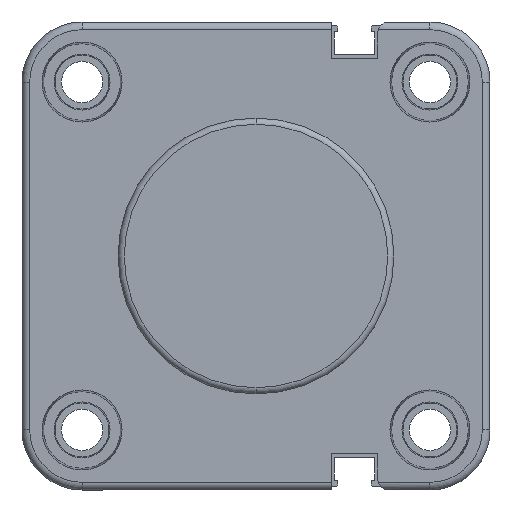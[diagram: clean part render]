
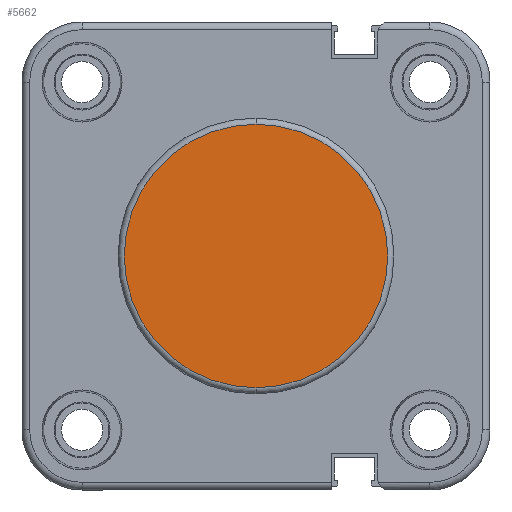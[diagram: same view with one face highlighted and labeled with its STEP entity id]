
A CAD part, left-side view. The second image highlights one B-rep face of the part: STEP entity #5662.
In plain terms, the highlighted planar face has unit normal (-1, 0, 0).
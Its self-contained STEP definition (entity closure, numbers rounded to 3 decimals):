
#2545 = CARTESIAN_POINT ( 'NONE',  ( 0., 0., 0. ) ) ;
#4367 = EDGE_CURVE ( 'NONE', #20011, #24148, #11532, .T. ) ;
#4484 = DIRECTION ( 'NONE',  ( 0., 0., 1. ) ) ;
#4942 = PLANE ( 'NONE',  #22425 ) ;
#5662 = ADVANCED_FACE ( 'NONE', ( #18766 ), #4942, .T. ) ;
#6128 = AXIS2_PLACEMENT_3D ( 'NONE', #27757, #18456, #4484 ) ;
#7072 = DIRECTION ( 'NONE',  ( -1., 0., 0. ) ) ;
#7106 = ORIENTED_EDGE ( 'NONE', *, *, #23344, .T. ) ;
#7390 = DIRECTION ( 'NONE',  ( 0., 0., 1. ) ) ;
#7481 = DIRECTION ( 'NONE',  ( -1., 0., 0. ) ) ;
#8077 = CIRCLE ( 'NONE', #24799, 21.4 ) ;
#11422 = EDGE_LOOP ( 'NONE', ( #7106, #16839 ) ) ;
#11532 = CIRCLE ( 'NONE', #6128, 21.4 ) ;
#16671 = DIRECTION ( 'NONE',  ( 0., 0., 1. ) ) ;
#16839 = ORIENTED_EDGE ( 'NONE', *, *, #4367, .T. ) ;
#18456 = DIRECTION ( 'NONE',  ( -1., 0., 0. ) ) ;
#18766 = FACE_OUTER_BOUND ( 'NONE', #11422, .T. ) ;
#20011 = VERTEX_POINT ( 'NONE', #22269 ) ;
#22269 = CARTESIAN_POINT ( 'NONE',  ( 0., 0., -21.4 ) ) ;
#22425 = AXIS2_PLACEMENT_3D ( 'NONE', #28212, #7072, #7390 ) ;
#23344 = EDGE_CURVE ( 'NONE', #24148, #20011, #8077, .T. ) ;
#24148 = VERTEX_POINT ( 'NONE', #25354 ) ;
#24799 = AXIS2_PLACEMENT_3D ( 'NONE', #2545, #7481, #16671 ) ;
#25354 = CARTESIAN_POINT ( 'NONE',  ( 0., 0., 21.4 ) ) ;
#27757 = CARTESIAN_POINT ( 'NONE',  ( 0., 0., 0. ) ) ;
#28212 = CARTESIAN_POINT ( 'NONE',  ( 0., 0., 0. ) ) ;
